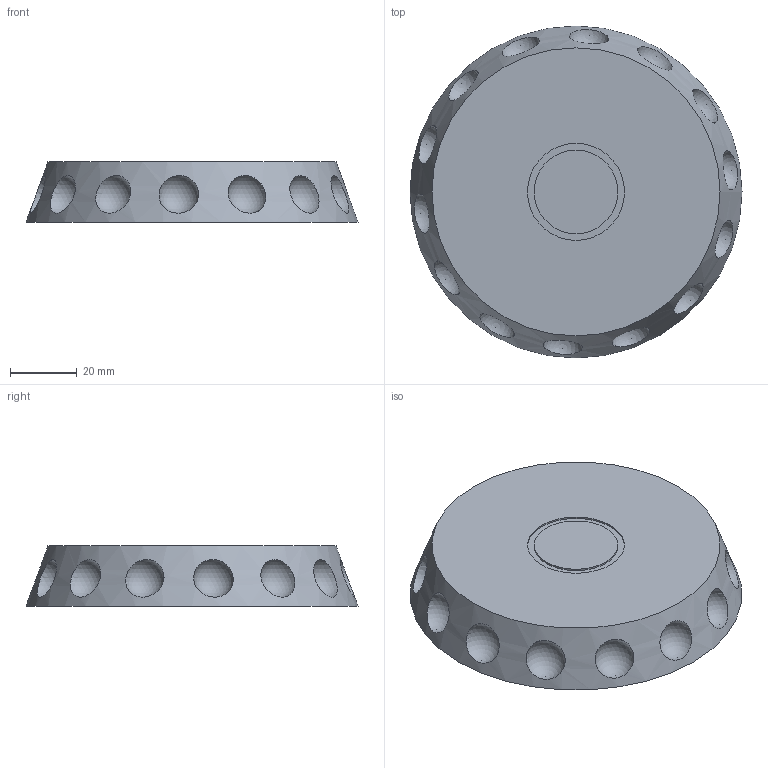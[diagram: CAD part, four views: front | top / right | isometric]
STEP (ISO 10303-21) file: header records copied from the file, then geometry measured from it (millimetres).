
FILE_DESCRIPTION(/* description */ (''),/* implementation_level */ '2;1');
FILE_NAME(/* name */ 'Jog.step',/* time_stamp */ '2026-01-26T15:18:29+01:00',/* author */ (''),/* organization */ (''),/* preprocessor_version */ 'ST-DEVELOPER v20.1',/* originating_system */ 'Autodesk Translation Framework v14.21.0.0',/* authorisation */ '');
FILE_SCHEMA (('AUTOMOTIVE_DESIGN { 1 0 10303 214 3 1 1 }'));
Length unit declared in the file: millimetre
Products named in the file (1): 2026-01-26-15-18-29-158
Bounding box: 99.16 x 99.16 x 18 mm (x, y, z)
Volume: 55163.7 mm3; surface area: 24714.1 mm2
Topology: 1 solids, 1 shells, 31 faces, 83 edges, 60 vertices
Faces by surface type: sphere 14, plane 10, cylinder 6, cone 1
Full cylindrical faces by diameter (mm): 9.8 x1, 25 x1, 29 x1, 70 x1
Entity records: 1632 total; most frequent: CARTESIAN_POINT 889, ORIENTED_EDGE 138, DIRECTION 133, EDGE_CURVE 69, VERTEX_POINT 60, AXIS2_PLACEMENT_3D 60, EDGE_LOOP 51, FACE_OUTER_BOUND 31
